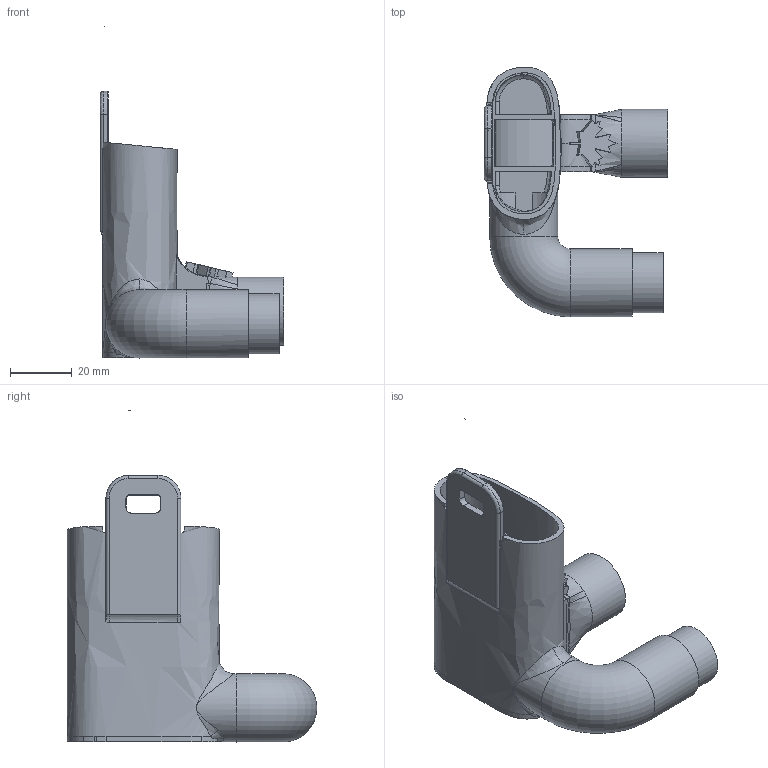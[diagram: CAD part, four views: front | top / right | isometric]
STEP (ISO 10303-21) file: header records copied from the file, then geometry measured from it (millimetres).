
FILE_DESCRIPTION(/* description */ (''),/* implementation_level */ '2;1');
FILE_NAME(/* name */ 'Canadian_glen_valve.stp',/* time_stamp */ '2020-04-11T00:18:23-04:00',/* author */ (''),/* organization */ (''),/* preprocessor_version */ 'ST-DEVELOPER v15.2',/* originating_system */ 'Autodesk Translator Framework v2.0.0.5431',/* authorisation */ '');
FILE_SCHEMA (('AUTOMOTIVE_DESIGN { 1 0 10303 214 3 1 1 }'));
Length unit declared in the file: centimetre
Products named in the file (1): Canadian Valve2
Bounding box: 59.27 x 80.53 x 107.16 mm (x, y, z)
Volume: 33909 mm3; surface area: 34066.4 mm2
Topology: 2 solids, 3 shells, 259 faces, 781 edges, 518 vertices
Faces by surface type: bspline 115, plane 104, cylinder 36, torus 4
Full cylindrical faces by diameter (mm): 17.4 x1, 19.4 x4, 22 x3
Entity records: 14285 total; most frequent: CARTESIAN_POINT 8312, ORIENTED_EDGE 1511, DIRECTION 816, EDGE_CURVE 755, VERTEX_POINT 513, B_SPLINE_CURVE_WITH_KNOTS 361, AXIS2_PLACEMENT_3D 281, EDGE_LOOP 280
